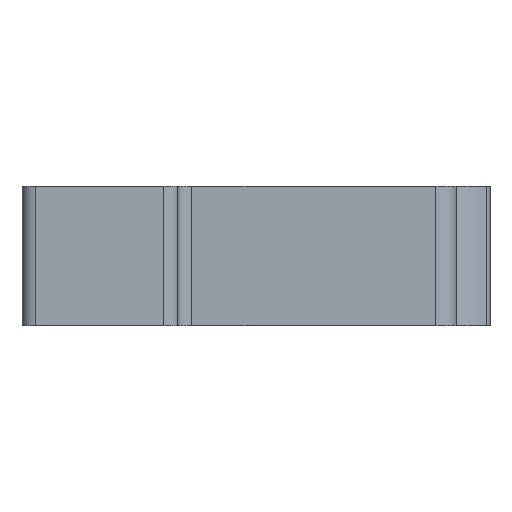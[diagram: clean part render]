
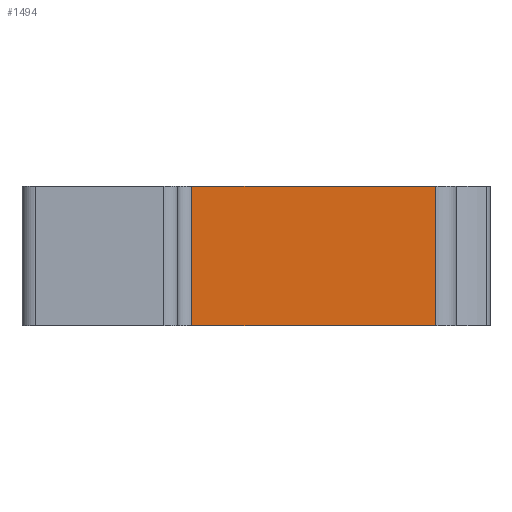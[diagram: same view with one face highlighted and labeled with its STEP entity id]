
A CAD part, left-side view. The second image highlights one B-rep face of the part: STEP entity #1494.
In plain terms, the highlighted planar face has unit normal (-1, 0, 0).
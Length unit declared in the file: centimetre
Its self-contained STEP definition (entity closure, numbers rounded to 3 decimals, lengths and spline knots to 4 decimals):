
#124=PLANE('',#1634);
#195=VECTOR('',#1803,1.);
#222=VECTOR('',#1885,1.);
#255=VECTOR('',#1963,1.);
#256=VECTOR('',#1965,1.);
#343=LINE('',#2221,#195);
#370=LINE('',#2330,#222);
#403=LINE('',#2423,#255);
#404=LINE('',#2425,#256);
#504=VERTEX_POINT('',#2220);
#505=VERTEX_POINT('',#2222);
#558=VERTEX_POINT('',#2329);
#559=VERTEX_POINT('',#2331);
#730=EDGE_CURVE('',#504,#505,#343,.T.);
#784=EDGE_CURVE('',#559,#558,#370,.T.);
#829=EDGE_CURVE('',#505,#558,#403,.T.);
#830=EDGE_CURVE('',#504,#559,#404,.T.);
#1137=ORIENTED_EDGE('',*,*,#829,.F.);
#1138=ORIENTED_EDGE('',*,*,#730,.F.);
#1139=ORIENTED_EDGE('',*,*,#830,.T.);
#1140=ORIENTED_EDGE('',*,*,#784,.T.);
#1340=EDGE_LOOP('',(#1137,#1138,#1139,#1140));
#1420=FACE_BOUND('',#1340,.T.);
#1494=ADVANCED_FACE('',(#1420),#124,.T.);
#1634=AXIS2_PLACEMENT_3D('',#2424,#1964,$);
#1803=DIRECTION('',(0.,1.,0.));
#1885=DIRECTION('',(0.,1.,0.));
#1963=DIRECTION('',(0.,0.,1.));
#1964=DIRECTION('',(-1.,0.,0.));
#1965=DIRECTION('',(0.,0.,1.));
#2220=CARTESIAN_POINT('',(-2.005,-1.88,-0.5));
#2221=CARTESIAN_POINT('',(-2.005,-1.88,-0.5));
#2222=CARTESIAN_POINT('',(-2.005,-0.13,-0.5));
#2329=CARTESIAN_POINT('',(-2.005,-0.13,0.5));
#2330=CARTESIAN_POINT('',(-2.005,-1.88,0.5));
#2331=CARTESIAN_POINT('',(-2.005,-1.88,0.5));
#2423=CARTESIAN_POINT('',(-2.005,-0.13,-0.5));
#2424=CARTESIAN_POINT('',(-2.005,-0.955,-0.5));
#2425=CARTESIAN_POINT('',(-2.005,-1.88,-0.5));
